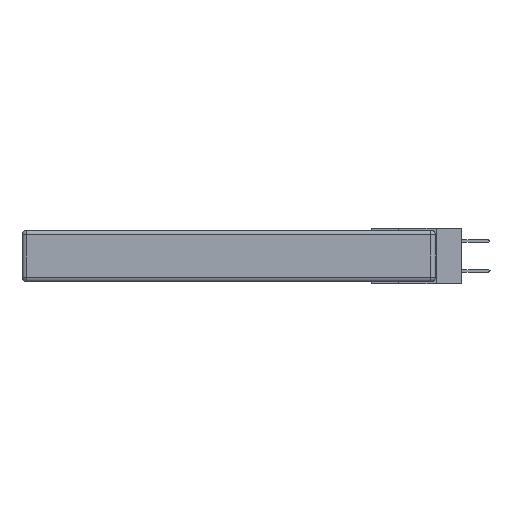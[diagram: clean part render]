
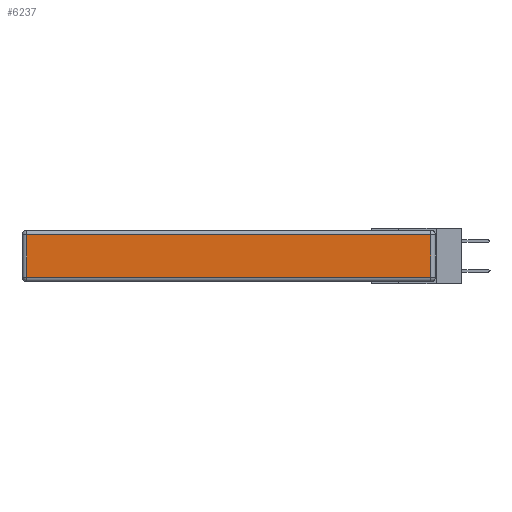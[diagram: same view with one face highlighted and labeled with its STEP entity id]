
A CAD part, left-side view. The second image highlights one B-rep face of the part: STEP entity #6237.
In plain terms, the highlighted planar face has unit normal (-1, 0, 0).
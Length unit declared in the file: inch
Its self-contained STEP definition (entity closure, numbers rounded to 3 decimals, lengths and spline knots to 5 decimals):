
#287 = VECTOR ( 'NONE', #3052, 39.37008 ) ;
#1427 = VECTOR ( 'NONE', #16209, 39.37008 ) ;
#1502 = ORIENTED_EDGE ( 'NONE', *, *, #15717, .T. ) ;
#2003 = EDGE_CURVE ( 'NONE', #5464, #20508, #10908, .T. ) ;
#3052 = DIRECTION ( 'NONE',  ( 0., 1., 0. ) ) ;
#3160 = CARTESIAN_POINT ( 'NONE',  ( 0., 0., -0.313 ) ) ;
#4636 = VECTOR ( 'NONE', #10188, 39.37008 ) ;
#4722 = CARTESIAN_POINT ( 'NONE',  ( 0., 0., -0.343 ) ) ;
#5108 = VERTEX_POINT ( 'NONE', #15612 ) ;
#5334 = AXIS2_PLACEMENT_3D ( 'NONE', #4722, #11309, #12781 ) ;
#5464 = VERTEX_POINT ( 'NONE', #12095 ) ;
#5578 = VECTOR ( 'NONE', #12495, 39.37008 ) ;
#5725 = LINE ( 'NONE', #16414, #1427 ) ;
#5881 = EDGE_CURVE ( 'NONE', #5108, #5464, #17335, .T. ) ;
#6147 = CARTESIAN_POINT ( 'NONE',  ( 0., 2.72, -0.03 ) ) ;
#6237 = ADVANCED_FACE ( 'NONE', ( #8829 ), #11164, .T. ) ;
#6241 = ORIENTED_EDGE ( 'NONE', *, *, #2003, .T. ) ;
#8829 = FACE_OUTER_BOUND ( 'NONE', #11990, .T. ) ;
#9276 = VERTEX_POINT ( 'NONE', #6147 ) ;
#10097 = CARTESIAN_POINT ( 'NONE',  ( 0., 0.03, -0.03 ) ) ;
#10188 = DIRECTION ( 'NONE',  ( 0., 0., 1. ) ) ;
#10908 = LINE ( 'NONE', #18137, #4636 ) ;
#11086 = EDGE_CURVE ( 'NONE', #20508, #9276, #16364, .T. ) ;
#11164 = PLANE ( 'NONE',  #5334 ) ;
#11309 = DIRECTION ( 'NONE',  ( -1., 0., 0. ) ) ;
#11990 = EDGE_LOOP ( 'NONE', ( #20225, #6241, #14564, #1502 ) ) ;
#12095 = CARTESIAN_POINT ( 'NONE',  ( 0., 0.03, -0.313 ) ) ;
#12495 = DIRECTION ( 'NONE',  ( 0., -1., 0. ) ) ;
#12529 = CARTESIAN_POINT ( 'NONE',  ( 0., 2.75, -0.03 ) ) ;
#12781 = DIRECTION ( 'NONE',  ( 0., 0., 1. ) ) ;
#14564 = ORIENTED_EDGE ( 'NONE', *, *, #11086, .T. ) ;
#15612 = CARTESIAN_POINT ( 'NONE',  ( 0., 2.72, -0.313 ) ) ;
#15717 = EDGE_CURVE ( 'NONE', #9276, #5108, #5725, .T. ) ;
#16209 = DIRECTION ( 'NONE',  ( 0., 0., -1. ) ) ;
#16364 = LINE ( 'NONE', #12529, #287 ) ;
#16414 = CARTESIAN_POINT ( 'NONE',  ( 0., 2.72, -0.343 ) ) ;
#17335 = LINE ( 'NONE', #3160, #5578 ) ;
#18137 = CARTESIAN_POINT ( 'NONE',  ( 0., 0.03, -0.343 ) ) ;
#20225 = ORIENTED_EDGE ( 'NONE', *, *, #5881, .T. ) ;
#20508 = VERTEX_POINT ( 'NONE', #10097 ) ;
